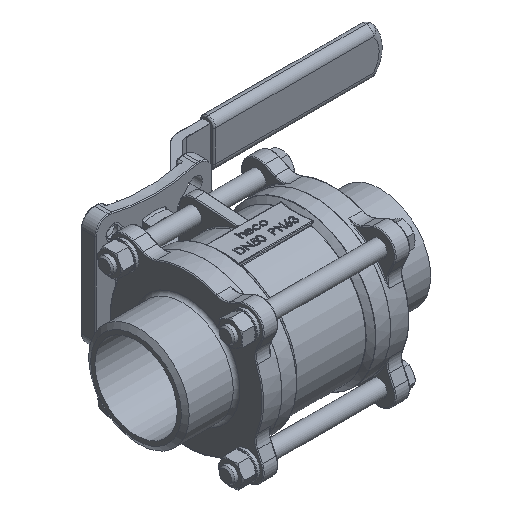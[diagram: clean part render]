
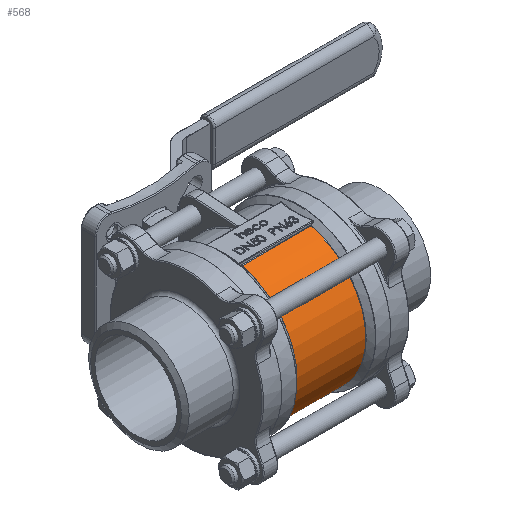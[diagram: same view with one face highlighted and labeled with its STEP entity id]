
A CAD part, isometric view. The second image highlights one B-rep face of the part: STEP entity #568.
In plain terms, the highlighted cylindrical face has radius 43.5 mm (diameter 87 mm), a partial arc.
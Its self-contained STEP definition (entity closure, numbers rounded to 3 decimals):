
#568 = ADVANCED_FACE ( 'NONE', ( #1641 ), #1585, .T. ) ;
#678 = CARTESIAN_POINT ( 'NONE',  ( 24., -10.229, -42.28 ) ) ;
#679 = DIRECTION ( 'NONE',  ( 1., 0., 0. ) ) ;
#1585 = CYLINDRICAL_SURFACE ( 'NONE', #35118, 43.5 ) ;
#1589 = VECTOR ( 'NONE', #15481, 1000. ) ;
#1591 = LINE ( 'NONE', #15479, #1589 ) ;
#1641 = FACE_OUTER_BOUND ( 'NONE', #28600, .T. ) ;
#10601 = CARTESIAN_POINT ( 'NONE',  ( 20.886, 0., 0. ) ) ;
#10602 = DIRECTION ( 'NONE',  ( -1., 0., 0. ) ) ;
#10603 = DIRECTION ( 'NONE',  ( 0., 0., 1. ) ) ;
#12098 = EDGE_CURVE ( 'NONE', #70084, #70208, #40079, .T. ) ;
#15479 = CARTESIAN_POINT ( 'NONE',  ( 24., -10.229, 42.28 ) ) ;
#15481 = DIRECTION ( 'NONE',  ( -1., 0., 0. ) ) ;
#17222 = CIRCLE ( 'NONE', #31692, 43.5 ) ;
#27965 = EDGE_CURVE ( 'NONE', #70208, #70116, #32702, .T. ) ;
#28600 = EDGE_LOOP ( 'NONE', ( #53817, #53820, #53747, #53919 ) ) ;
#31692 = AXIS2_PLACEMENT_3D ( 'NONE', #10601, #10602, #10603 ) ;
#32164 = EDGE_CURVE ( 'NONE', #70116, #70138, #17222, .T. ) ;
#32702 = LINE ( 'NONE', #678, #32703 ) ;
#32703 = VECTOR ( 'NONE', #679, 1000. ) ;
#33781 = AXIS2_PLACEMENT_3D ( 'NONE', #71956, #71957, #71958 ) ;
#35118 = AXIS2_PLACEMENT_3D ( 'NONE', #71505, #71461, #71545 ) ;
#39879 = EDGE_CURVE ( 'NONE', #70138, #70084, #1591, .T. ) ;
#40079 = CIRCLE ( 'NONE', #33781, 43.5 ) ;
#53747 = ORIENTED_EDGE ( 'NONE', *, *, #27965, .T. ) ;
#53817 = ORIENTED_EDGE ( 'NONE', *, *, #39879, .T. ) ;
#53820 = ORIENTED_EDGE ( 'NONE', *, *, #12098, .T. ) ;
#53919 = ORIENTED_EDGE ( 'NONE', *, *, #32164, .T. ) ;
#58254 = CARTESIAN_POINT ( 'NONE',  ( -20.886, -10.229, 42.28 ) ) ;
#58266 = CARTESIAN_POINT ( 'NONE',  ( 20.886, -10.229, -42.28 ) ) ;
#58271 = CARTESIAN_POINT ( 'NONE',  ( 20.886, -10.229, 42.28 ) ) ;
#58356 = CARTESIAN_POINT ( 'NONE',  ( -20.886, -10.229, -42.28 ) ) ;
#70084 = VERTEX_POINT ( 'NONE', #58254 ) ;
#70116 = VERTEX_POINT ( 'NONE', #58266 ) ;
#70138 = VERTEX_POINT ( 'NONE', #58271 ) ;
#70208 = VERTEX_POINT ( 'NONE', #58356 ) ;
#71461 = DIRECTION ( 'NONE',  ( -1., 0., 0. ) ) ;
#71505 = CARTESIAN_POINT ( 'NONE',  ( 24., 0., 0. ) ) ;
#71545 = DIRECTION ( 'NONE',  ( 0., 0., 1. ) ) ;
#71956 = CARTESIAN_POINT ( 'NONE',  ( -20.886, 0., 0. ) ) ;
#71957 = DIRECTION ( 'NONE',  ( 1., 0., 0. ) ) ;
#71958 = DIRECTION ( 'NONE',  ( 0., 0., -1. ) ) ;
